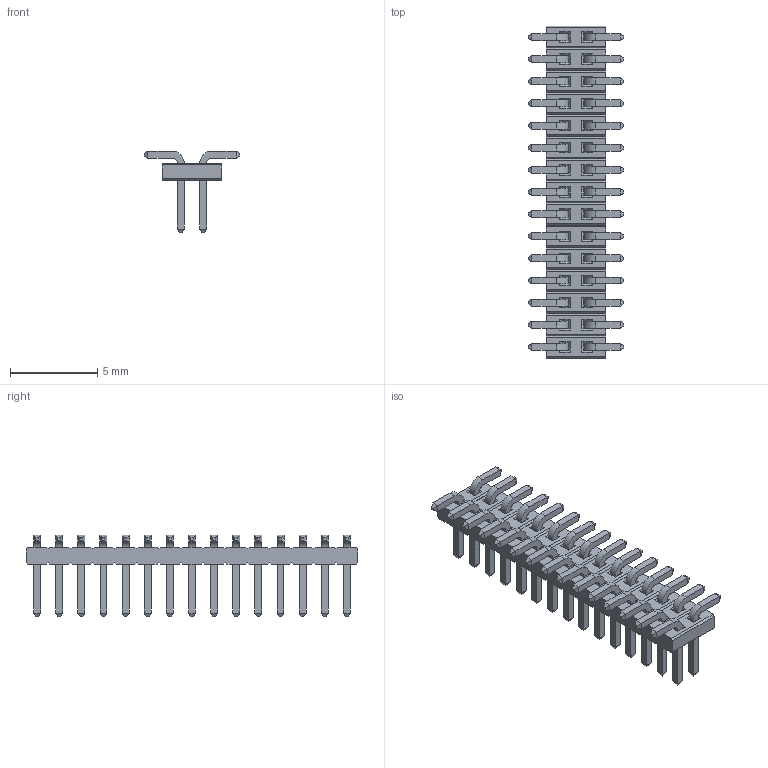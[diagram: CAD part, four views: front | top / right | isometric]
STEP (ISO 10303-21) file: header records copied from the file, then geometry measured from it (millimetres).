
FILE_DESCRIPTION((''),'2;1');
FILE_NAME('M50-360_ASM','2011-08-05T',('wbourne'),(''),'PRO/ENGINEER BY PARAMETRIC TECHNOLOGY CORPORATION, 2010280','PRO/ENGINEER BY PARAMETRIC TECHNOLOGY CORPORATION, 2010280','');
FILE_SCHEMA(('CONFIG_CONTROL_DESIGN','SHAPE_APPEARANCE_LAYERS_GROUPS'));
Length unit declared in the file: millimetre
Products named in the file (3): M50-350-MLD; M50-360-CONTACT; M50-360_ASM
Assembly tree (31 placements, depth 2):
  M50-360_ASM
    M50-350-MLD
    M50-360-CONTACT  x30
Bounding box: 5.5 x 19.05 x 4.68 mm (x, y, z)
Volume: 87.9 mm3; surface area: 517.4 mm2
Topology: 31 solids, 31 shells, 1144 faces, 2676 edges, 1624 vertices
Faces by surface type: plane 1084, cylinder 60
Entity records: 17480 total; most frequent: CARTESIAN_POINT 2375, ORIENTED_EDGE 2336, DIRECTION 2194, PRESENTATION_STYLE_ASSIGNMENT 1179, STYLED_ITEM 1170, CURVE_STYLE 1168, EDGE_CURVE 1168, VECTOR 1164
